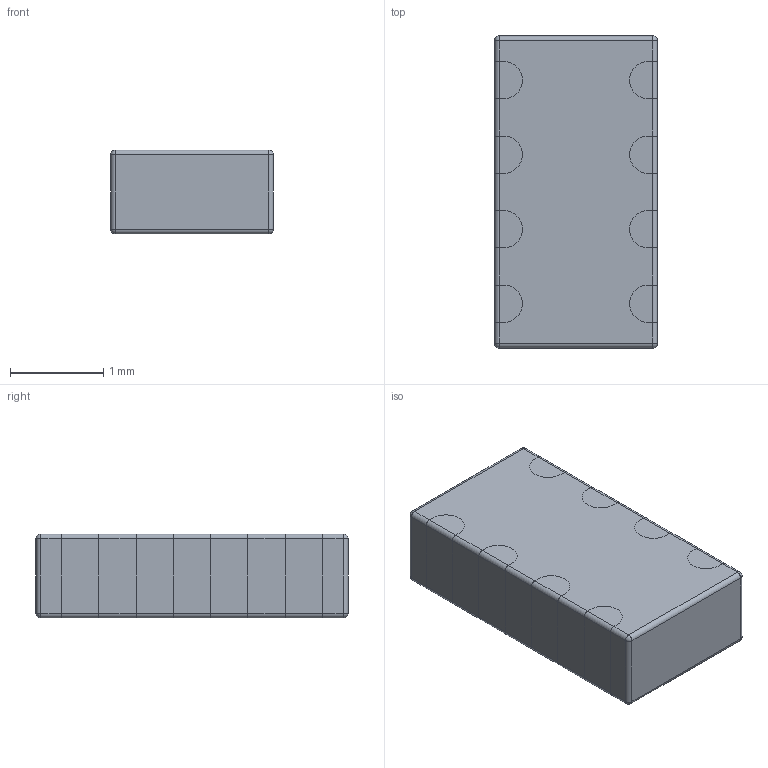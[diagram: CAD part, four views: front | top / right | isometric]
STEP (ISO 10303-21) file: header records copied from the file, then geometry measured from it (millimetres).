
FILE_DESCRIPTION(/* description */ (''),/* implementation_level */ '2;1');
FILE_NAME(/* name */ 'BLACKCAPCAF80P160X320X90-8N.stp',/* time_stamp */ '2020-04-17T14:46:05-04:00',/* author */ ('huesof'),/* organization */ (''),/* preprocessor_version */ 'ST-DEVELOPER v18',/* originating_system */ 'Autodesk Inventor 2020',/* authorisation */ '');
FILE_SCHEMA (('AUTOMOTIVE_DESIGN { 1 0 10303 214 3 1 1 }'));
Length unit declared in the file: millimetre
Products named in the file (1): BLACKCAPCAF80P160X320X90-8N
Bounding box: 1.75 x 3.35 x 0.9 mm (x, y, z)
Volume: 5.3 mm3; surface area: 32.3 mm2
Topology: 9 solids, 9 shells, 138 faces, 344 edges, 216 vertices
Faces by surface type: plane 70, cylinder 60, sphere 8
Entity records: 4099 total; most frequent: DIRECTION 734, CARTESIAN_POINT 691, ORIENTED_EDGE 672, EDGE_CURVE 336, AXIS2_PLACEMENT_3D 259, LINE 216, VECTOR 216, VERTEX_POINT 216
